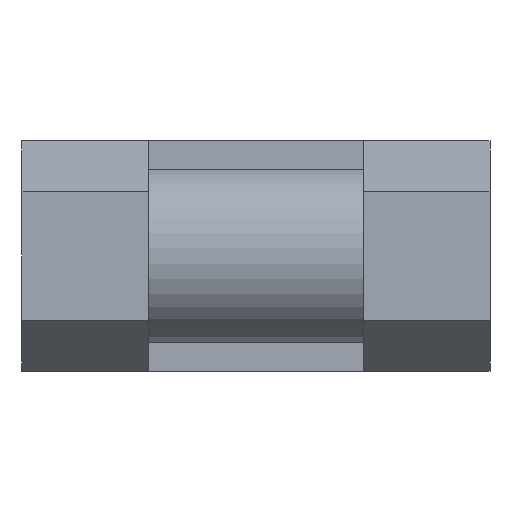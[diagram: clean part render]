
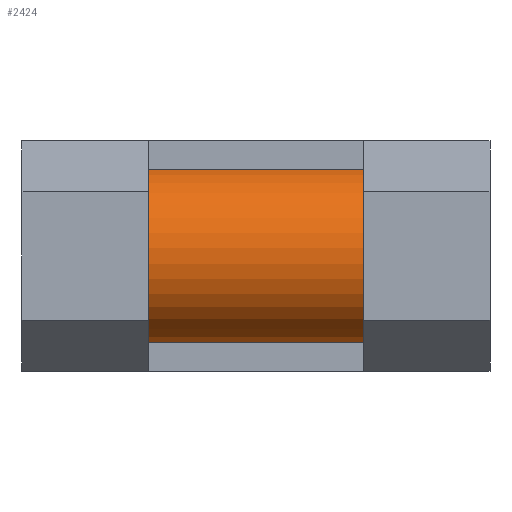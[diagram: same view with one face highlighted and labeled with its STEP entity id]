
A CAD part, front view. The second image highlights one B-rep face of the part: STEP entity #2424.
In plain terms, the highlighted cylindrical face has radius 12 mm (diameter 24 mm), a partial arc.
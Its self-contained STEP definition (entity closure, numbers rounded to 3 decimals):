
#226 = CARTESIAN_POINT ( 'NONE',  ( -14.5, -3.153, -11.578 ) ) ;
#284 = CARTESIAN_POINT ( 'NONE',  ( -14.5, 0., 0. ) ) ;
#296 = LINE ( 'NONE', #1568, #605 ) ;
#503 = EDGE_CURVE ( 'NONE', #1672, #1434, #1833, .T. ) ;
#605 = VECTOR ( 'NONE', #1011, 1000. ) ;
#662 = ORIENTED_EDGE ( 'NONE', *, *, #954, .F. ) ;
#830 = AXIS2_PLACEMENT_3D ( 'NONE', #2016, #2362, #1076 ) ;
#853 = DIRECTION ( 'NONE',  ( 1., 0., 0. ) ) ;
#898 = CARTESIAN_POINT ( 'NONE',  ( 14.5, -3.153, 11.578 ) ) ;
#954 = EDGE_CURVE ( 'NONE', #975, #1981, #2064, .T. ) ;
#975 = VERTEX_POINT ( 'NONE', #898 ) ;
#1011 = DIRECTION ( 'NONE',  ( 1., 0., 0. ) ) ;
#1076 = DIRECTION ( 'NONE',  ( 0., 0., -1. ) ) ;
#1423 = DIRECTION ( 'NONE',  ( 1., 0., 0. ) ) ;
#1434 = VERTEX_POINT ( 'NONE', #2084 ) ;
#1440 = CARTESIAN_POINT ( 'NONE',  ( -14.5, -3.153, 11.578 ) ) ;
#1441 = FACE_OUTER_BOUND ( 'NONE', #1564, .T. ) ;
#1463 = ORIENTED_EDGE ( 'NONE', *, *, #1802, .F. ) ;
#1509 = EDGE_CURVE ( 'NONE', #1981, #1434, #2307, .T. ) ;
#1527 = DIRECTION ( 'NONE',  ( -1., 0., 0. ) ) ;
#1564 = EDGE_LOOP ( 'NONE', ( #1799, #662, #1463, #1683 ) ) ;
#1568 = CARTESIAN_POINT ( 'NONE',  ( -14.5, -3.153, 11.578 ) ) ;
#1582 = AXIS2_PLACEMENT_3D ( 'NONE', #1989, #1423, #2185 ) ;
#1672 = VERTEX_POINT ( 'NONE', #1440 ) ;
#1683 = ORIENTED_EDGE ( 'NONE', *, *, #503, .T. ) ;
#1799 = ORIENTED_EDGE ( 'NONE', *, *, #1509, .F. ) ;
#1802 = EDGE_CURVE ( 'NONE', #1672, #975, #296, .T. ) ;
#1833 = CIRCLE ( 'NONE', #830, 12. ) ;
#1981 = VERTEX_POINT ( 'NONE', #2381 ) ;
#1989 = CARTESIAN_POINT ( 'NONE',  ( 14.5, 0., 0. ) ) ;
#1991 = CYLINDRICAL_SURFACE ( 'NONE', #2369, 12. ) ;
#2016 = CARTESIAN_POINT ( 'NONE',  ( -14.5, 0., 0. ) ) ;
#2064 = CIRCLE ( 'NONE', #1582, 12. ) ;
#2084 = CARTESIAN_POINT ( 'NONE',  ( -14.5, -3.153, -11.578 ) ) ;
#2185 = DIRECTION ( 'NONE',  ( 0., 0., -1. ) ) ;
#2307 = LINE ( 'NONE', #226, #2325 ) ;
#2325 = VECTOR ( 'NONE', #1527, 1000. ) ;
#2362 = DIRECTION ( 'NONE',  ( 1., 0., 0. ) ) ;
#2364 = DIRECTION ( 'NONE',  ( 0., 0., -1. ) ) ;
#2369 = AXIS2_PLACEMENT_3D ( 'NONE', #284, #853, #2364 ) ;
#2381 = CARTESIAN_POINT ( 'NONE',  ( 14.5, -3.153, -11.578 ) ) ;
#2424 = ADVANCED_FACE ( 'NONE', ( #1441 ), #1991, .T. ) ;
